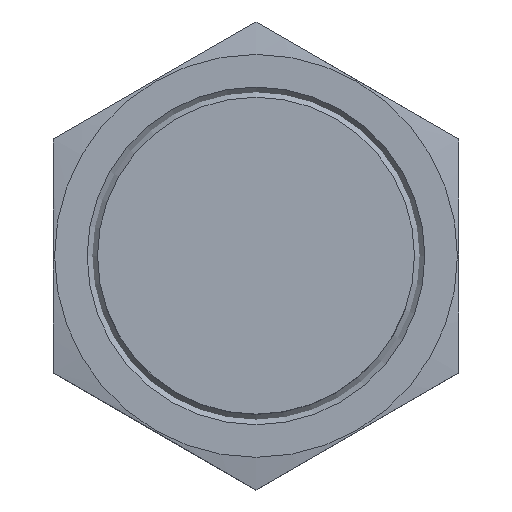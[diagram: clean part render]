
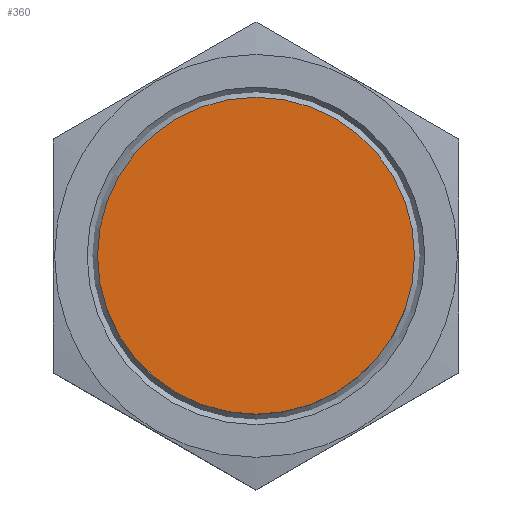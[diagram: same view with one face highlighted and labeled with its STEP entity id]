
A CAD part, top view. The second image highlights one B-rep face of the part: STEP entity #360.
In plain terms, the highlighted face is planar.
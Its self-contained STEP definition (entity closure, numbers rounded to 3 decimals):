
#69=ORIENTED_EDGE('',*,*,#133,.F.);
#133=EDGE_CURVE('',#165,#165,#191,.T.);
#165=VERTEX_POINT('',#521);
#191=CIRCLE('',#394,14.08);
#205=EDGE_LOOP('',(#69));
#241=FACE_BOUND('',#205,.T.);
#277=PLANE('',#393);
#360=ADVANCED_FACE('',(#241),#277,.F.);
#393=AXIS2_PLACEMENT_3D('',#519,#434,#435);
#394=AXIS2_PLACEMENT_3D('',#520,#436,#437);
#434=DIRECTION('',(1.,0.,0.));
#435=DIRECTION('',(0.,0.,-1.));
#436=DIRECTION('',(1.,0.,0.));
#437=DIRECTION('',(0.,0.,-1.));
#519=CARTESIAN_POINT('',(-10.,0.,0.));
#520=CARTESIAN_POINT('',(-10.,0.,0.));
#521=CARTESIAN_POINT('',(-10.,0.,-14.08));
